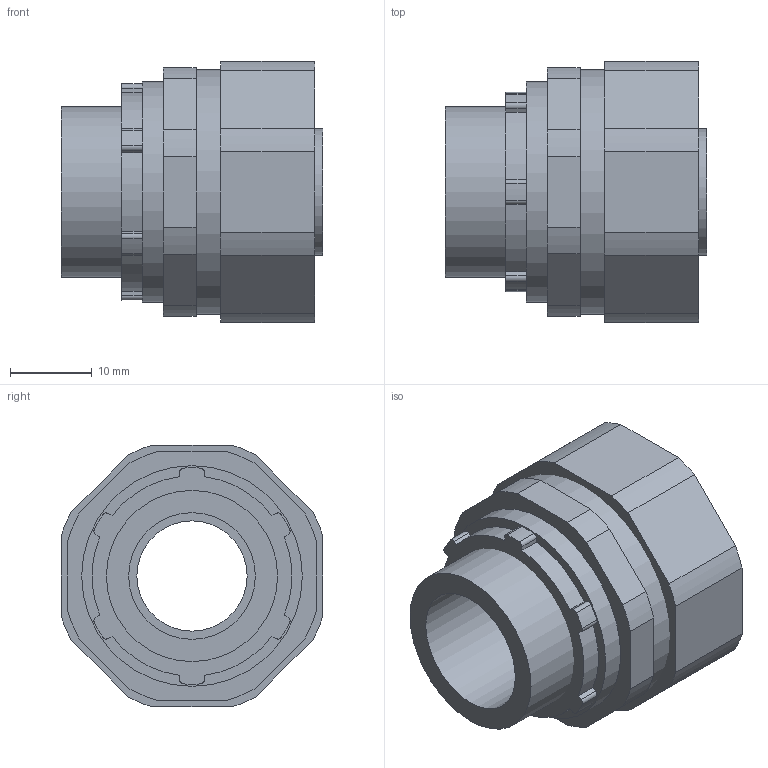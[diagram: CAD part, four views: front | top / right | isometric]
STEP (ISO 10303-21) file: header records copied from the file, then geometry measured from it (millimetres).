
FILE_DESCRIPTION(('STEP AP203'), '1');
FILE_NAME('Ìóôòà ââîäíàÿ äëÿ ìåòàëëîðóêàâà ÂÌÓ-15', '', ('UNSPECIFIED'), ('UNSPECIFIED'), 'ASCON STEP Converter 1.6', 'ASCON Math Kernel', '');
FILE_SCHEMA(('CONFIG_CONTROL_DESIGN'));
Length unit declared in the file: millimetre
Bounding box: 32 x 32 x 32 mm (x, y, z)
Volume: 12008.8 mm3; surface area: 14077.3 mm2
Topology: 6 solids, 6 shells, 123 faces, 316 edges, 211 vertices
Faces by surface type: cylinder 63, plane 56, bspline 3, cone 1
Full cylindrical faces by diameter (mm): 13.5 x1, 15.5 x3, 18.5 x1, 20 x1, 20.955 x1, 21 x1, 22 x2, 24.5 x1, 25 x1, 27 x1, 28.376 x1, 30 x1
Entity records: 6343 total; most frequent: CARTESIAN_POINT 2228, DIRECTION 657, ORIENTED_EDGE 600, EDGE_CURVE 300, AXIS2_PLACEMENT_3D 247, VERTEX_POINT 211, LINE 163, VECTOR 163
